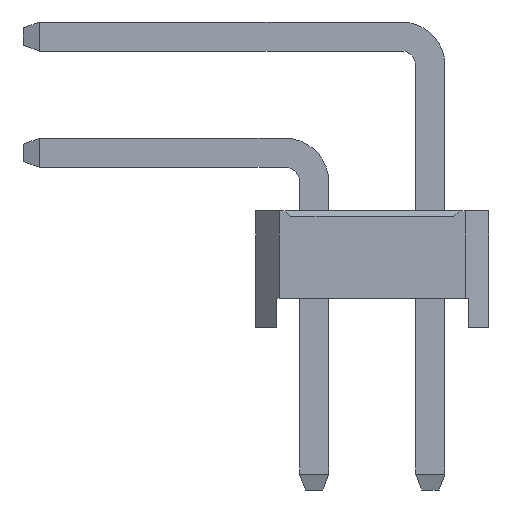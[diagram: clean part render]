
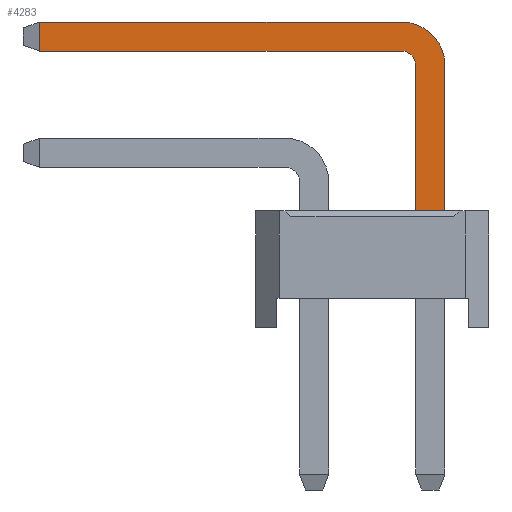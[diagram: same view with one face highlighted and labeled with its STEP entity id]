
A CAD part, left-side view. The second image highlights one B-rep face of the part: STEP entity #4283.
In plain terms, the highlighted planar face has unit normal (-1, 0, 0).
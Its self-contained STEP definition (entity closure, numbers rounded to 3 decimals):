
#4283=ADVANCED_FACE('',(#18823),#18825,.T.);
#18823=FACE_BOUND('',#18824,.T.);
#18824=EDGE_LOOP('',(#30591,#30592,#30593,#30594,#30595,#30596,#30597,#30598));
#18825=PLANE('',#18826);
#18826=AXIS2_PLACEMENT_3D('',#18827,#18828,#18829);
#18827=CARTESIAN_POINT('',(-0.25,-1.75,-2.8));
#18828=DIRECTION('',(-1.,0.,0.));
#18829=DIRECTION('',(0.,-1.,0.));
#30591=ORIENTED_EDGE('',*,*,#37841,.F.);
#30592=ORIENTED_EDGE('',*,*,#37842,.F.);
#30593=ORIENTED_EDGE('',*,*,#37843,.F.);
#30594=ORIENTED_EDGE('',*,*,#37844,.F.);
#30595=ORIENTED_EDGE('',*,*,#36031,.T.);
#30596=ORIENTED_EDGE('',*,*,#37840,.T.);
#30597=ORIENTED_EDGE('',*,*,#37845,.T.);
#30598=ORIENTED_EDGE('',*,*,#37846,.T.);
#36031=EDGE_CURVE('',#40552,#40550,#40553,.T.);
#37840=EDGE_CURVE('',#40550,#43657,#43659,.T.);
#37841=EDGE_CURVE('',#43660,#43661,#43662,.T.);
#37842=EDGE_CURVE('',#43663,#43660,#43664,.T.);
#37843=EDGE_CURVE('',#43665,#43663,#43666,.T.);
#37844=EDGE_CURVE('',#40552,#43665,#43667,.T.);
#37845=EDGE_CURVE('',#43657,#43668,#43669,.T.);
#37846=EDGE_CURVE('',#43668,#43661,#43670,.T.);
#40550=VERTEX_POINT('',#48046);
#40552=VERTEX_POINT('',#48050);
#40553=LINE('',#48051,#48052);
#43657=VERTEX_POINT('',#54885);
#43659=LINE('',#54889,#54890);
#43660=VERTEX_POINT('',#54892);
#43661=VERTEX_POINT('',#54893);
#43662=LINE('',#54894,#54895);
#43663=VERTEX_POINT('',#54897);
#43664=LINE('',#54898,#54899);
#43665=VERTEX_POINT('',#54901);
#43666=CIRCLE('',#54902,0.25);
#43667=LINE('',#54906,#54907);
#43668=VERTEX_POINT('',#54909);
#43669=CIRCLE('',#54910,0.75);
#43670=LINE('',#54914,#54915);
#48046=CARTESIAN_POINT('',(-0.25,-2.25,2.));
#48050=CARTESIAN_POINT('',(-0.25,-1.75,2.));
#48051=CARTESIAN_POINT('',(-0.25,-1.75,2.));
#48052=VECTOR('',#48053,1.);
#48053=DIRECTION('',(0.,-1.,0.));
#54885=CARTESIAN_POINT('',(-0.25,-2.25,4.5));
#54889=CARTESIAN_POINT('',(-0.25,-2.25,2.));
#54890=VECTOR('',#54891,1.);
#54891=DIRECTION('',(0.,0.,1.));
#54892=CARTESIAN_POINT('',(-0.25,4.725,4.75));
#54893=CARTESIAN_POINT('',(-0.25,4.725,5.25));
#54894=CARTESIAN_POINT('',(-0.25,4.725,4.75));
#54895=VECTOR('',#54896,1.);
#54896=DIRECTION('',(0.,0.,1.));
#54897=CARTESIAN_POINT('',(-0.25,-1.5,4.75));
#54898=CARTESIAN_POINT('',(-0.25,-1.5,4.75));
#54899=VECTOR('',#54900,1.);
#54900=DIRECTION('',(0.,1.,0.));
#54901=CARTESIAN_POINT('',(-0.25,-1.75,4.5));
#54902=AXIS2_PLACEMENT_3D('',#54903,#54904,#54905);
#54903=CARTESIAN_POINT('',(-0.25,-1.5,4.5));
#54904=DIRECTION('',(-1.,-0.,0.));
#54905=DIRECTION('',(0.,-1.,0.));
#54906=CARTESIAN_POINT('',(-0.25,-1.75,2.));
#54907=VECTOR('',#54908,1.);
#54908=DIRECTION('',(0.,0.,1.));
#54909=CARTESIAN_POINT('',(-0.25,-1.5,5.25));
#54910=AXIS2_PLACEMENT_3D('',#54911,#54912,#54913);
#54911=CARTESIAN_POINT('',(-0.25,-1.5,4.5));
#54912=DIRECTION('',(-1.,-0.,0.));
#54913=DIRECTION('',(0.,-1.,0.));
#54914=CARTESIAN_POINT('',(-0.25,-1.5,5.25));
#54915=VECTOR('',#54916,1.);
#54916=DIRECTION('',(0.,1.,0.));
